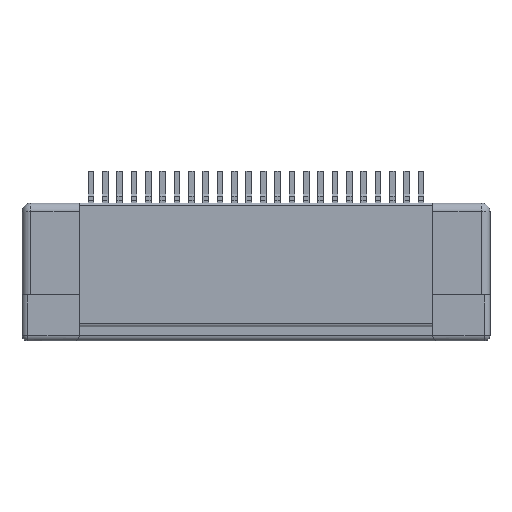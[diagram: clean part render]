
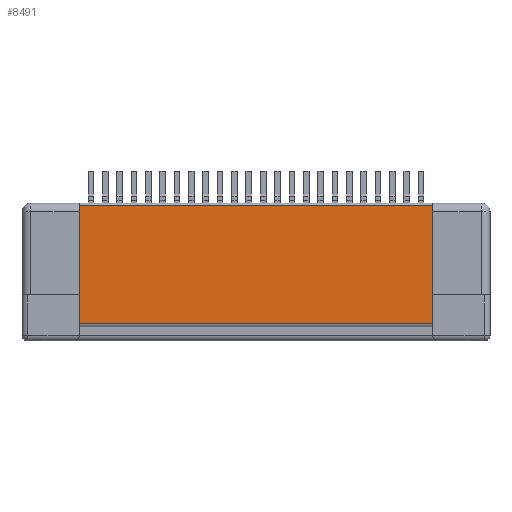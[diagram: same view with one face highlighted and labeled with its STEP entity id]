
A CAD part, top view. The second image highlights one B-rep face of the part: STEP entity #8491.
In plain terms, the highlighted planar face has unit normal (0, 0, 1).
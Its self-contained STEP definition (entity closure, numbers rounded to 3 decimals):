
#637=FACE_OUTER_BOUND('',#1133,.T.);
#1133=EDGE_LOOP('',(#7341,#7342,#7343,#7344));
#2207=LINE('',#13486,#3307);
#2212=LINE('',#13503,#3312);
#2213=LINE('',#13506,#3313);
#2214=LINE('',#13507,#3314);
#3307=VECTOR('',#11052,10.);
#3312=VECTOR('',#11071,10.);
#3313=VECTOR('',#11074,10.);
#3314=VECTOR('',#11075,10.);
#4072=VERTEX_POINT('',#13483);
#4073=VERTEX_POINT('',#13485);
#4078=VERTEX_POINT('',#13501);
#4079=VERTEX_POINT('',#13505);
#5166=EDGE_CURVE('',#4072,#4073,#2207,.T.);
#5175=EDGE_CURVE('',#4073,#4078,#2212,.T.);
#5176=EDGE_CURVE('',#4079,#4072,#2213,.T.);
#5177=EDGE_CURVE('',#4078,#4079,#2214,.T.);
#7341=ORIENTED_EDGE('',*,*,#5175,.F.);
#7342=ORIENTED_EDGE('',*,*,#5166,.F.);
#7343=ORIENTED_EDGE('',*,*,#5176,.F.);
#7344=ORIENTED_EDGE('',*,*,#5177,.F.);
#8026=PLANE('',#9059);
#8491=ADVANCED_FACE('',(#637),#8026,.T.);
#9059=AXIS2_PLACEMENT_3D('',#13504,#11072,#11073);
#11052=DIRECTION('',(0.,1.,0.));
#11071=DIRECTION('',(1.,0.,0.));
#11072=DIRECTION('center_axis',(0.,0.,1.));
#11073=DIRECTION('ref_axis',(0.,-1.,0.));
#11074=DIRECTION('',(-1.,0.,0.));
#11075=DIRECTION('',(0.,-1.,0.));
#13483=CARTESIAN_POINT('',(-0.3,-4.471,2.));
#13485=CARTESIAN_POINT('',(-0.3,-0.371,2.));
#13486=CARTESIAN_POINT('',(-0.3,-4.571,2.));
#13501=CARTESIAN_POINT('',(12.,-0.371,2.));
#13503=CARTESIAN_POINT('',(-0.3,-0.371,2.));
#13504=CARTESIAN_POINT('Origin',(-0.3,-0.271,2.));
#13505=CARTESIAN_POINT('',(12.,-4.471,2.));
#13506=CARTESIAN_POINT('',(-0.3,-4.471,2.));
#13507=CARTESIAN_POINT('',(12.,-4.571,2.));
